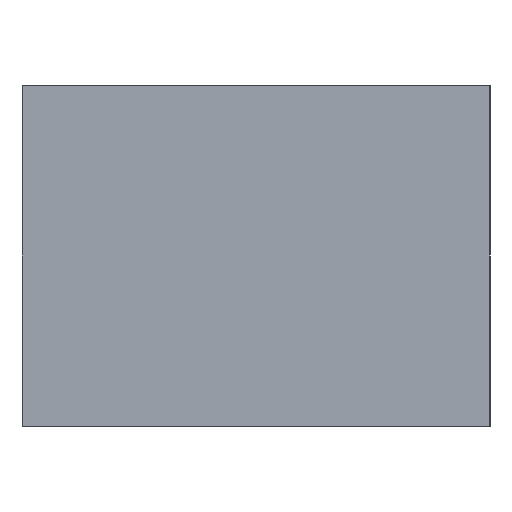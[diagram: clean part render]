
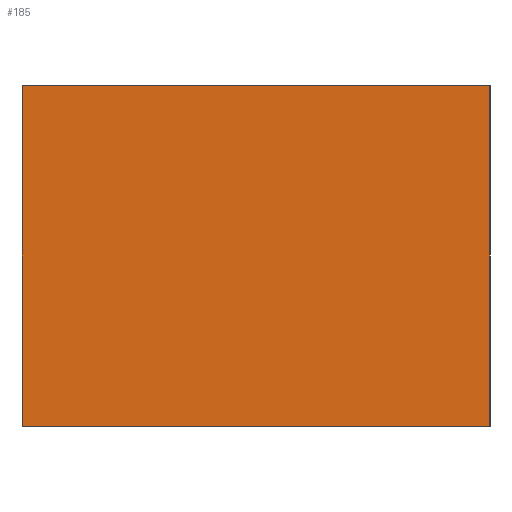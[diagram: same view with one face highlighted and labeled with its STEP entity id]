
A CAD part, left-side view. The second image highlights one B-rep face of the part: STEP entity #185.
In plain terms, the highlighted planar face has unit normal (-1, 0, 0).
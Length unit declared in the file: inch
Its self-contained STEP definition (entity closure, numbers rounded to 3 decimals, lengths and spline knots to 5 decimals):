
#19=FACE_OUTER_BOUND('',#29,.T.);
#29=EDGE_LOOP('',(#139,#140,#141,#142));
#40=LINE('',#276,#64);
#48=LINE('',#291,#72);
#49=LINE('',#293,#73);
#50=LINE('',#294,#74);
#64=VECTOR('',#226,0.3937);
#72=VECTOR('',#238,0.3937);
#73=VECTOR('',#241,0.3937);
#74=VECTOR('',#242,0.3937);
#88=VERTEX_POINT('',#273);
#89=VERTEX_POINT('',#275);
#93=VERTEX_POINT('',#287);
#94=VERTEX_POINT('',#289);
#104=EDGE_CURVE('',#88,#89,#40,.T.);
#112=EDGE_CURVE('',#93,#94,#48,.T.);
#113=EDGE_CURVE('',#93,#88,#49,.T.);
#114=EDGE_CURVE('',#94,#89,#50,.T.);
#139=ORIENTED_EDGE('',*,*,#113,.F.);
#140=ORIENTED_EDGE('',*,*,#112,.T.);
#141=ORIENTED_EDGE('',*,*,#114,.T.);
#142=ORIENTED_EDGE('',*,*,#104,.F.);
#175=PLANE('',#209);
#185=ADVANCED_FACE('',(#19),#175,.T.);
#209=AXIS2_PLACEMENT_3D('',#292,#239,#240);
#226=DIRECTION('',(0.,1.,0.));
#238=DIRECTION('',(0.,1.,0.));
#239=DIRECTION('center_axis',(-1.,0.,0.));
#240=DIRECTION('ref_axis',(0.,0.,1.));
#241=DIRECTION('',(0.,0.,-1.));
#242=DIRECTION('',(0.,0.,-1.));
#273=CARTESIAN_POINT('',(0.,0.,-0.40005));
#275=CARTESIAN_POINT('',(0.,0.55,-0.40005));
#276=CARTESIAN_POINT('',(0.,0.,-0.40005));
#287=CARTESIAN_POINT('',(0.,0.,0.));
#289=CARTESIAN_POINT('',(0.,0.55,0.));
#291=CARTESIAN_POINT('',(0.,0.,0.));
#292=CARTESIAN_POINT('Origin',(0.,0.,-0.14605));
#293=CARTESIAN_POINT('',(0.,0.,-0.14605));
#294=CARTESIAN_POINT('',(0.,0.55,-0.14605));
